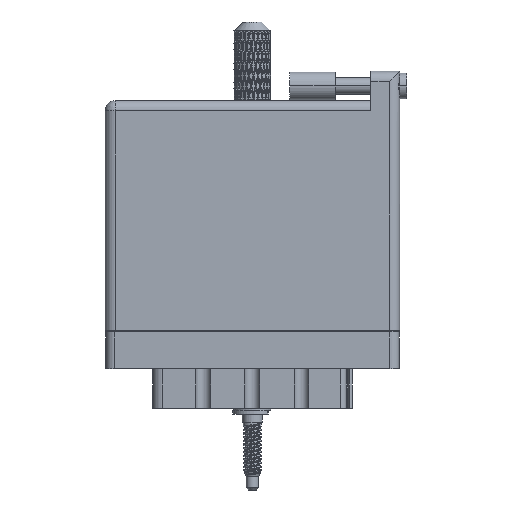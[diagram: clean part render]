
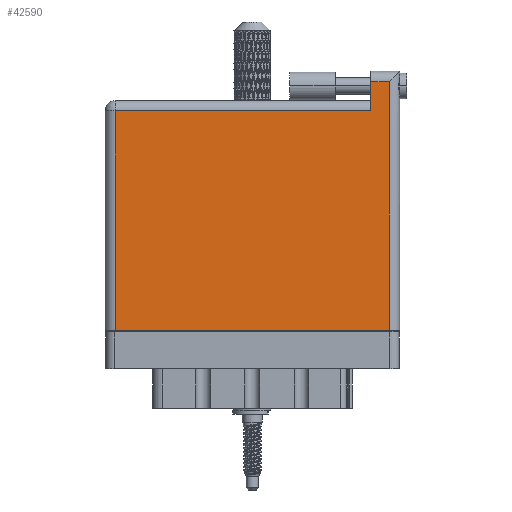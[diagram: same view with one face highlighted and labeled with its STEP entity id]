
A CAD part, front view. The second image highlights one B-rep face of the part: STEP entity #42590.
In plain terms, the highlighted face is planar.
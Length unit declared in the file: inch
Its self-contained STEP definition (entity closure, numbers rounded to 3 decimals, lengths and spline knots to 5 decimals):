
#1678 = DIRECTION ( 'NONE',  ( 0., -1., 0. ) ) ;
#1918 = VERTEX_POINT ( 'NONE', #79519 ) ;
#5755 = CARTESIAN_POINT ( 'NONE',  ( 0., 1.696, 0. ) ) ;
#5876 = VECTOR ( 'NONE', #42287, 39.37008 ) ;
#9375 = LINE ( 'NONE', #54469, #83720 ) ;
#10411 = ORIENTED_EDGE ( 'NONE', *, *, #44608, .T. ) ;
#15860 = EDGE_CURVE ( 'NONE', #1918, #36546, #22391, .T. ) ;
#16056 = CARTESIAN_POINT ( 'NONE',  ( 1.811, 1.496, 0. ) ) ;
#17923 = CARTESIAN_POINT ( 'NONE',  ( 1.811, 1.766, 0. ) ) ;
#18914 = VECTOR ( 'NONE', #96931, 39.37008 ) ;
#21192 = CARTESIAN_POINT ( 'NONE',  ( 1.938, 1.766, 0. ) ) ;
#22391 = LINE ( 'NONE', #24693, #29884 ) ;
#24693 = CARTESIAN_POINT ( 'NONE',  ( 0.07, 0., 0. ) ) ;
#26721 = LINE ( 'NONE', #5755, #35533 ) ;
#27649 = CARTESIAN_POINT ( 'NONE',  ( 0.07, 0., 0. ) ) ;
#29884 = VECTOR ( 'NONE', #1678, 39.37008 ) ;
#35199 = CARTESIAN_POINT ( 'NONE',  ( 1.811, 1.696, 0. ) ) ;
#35533 = VECTOR ( 'NONE', #69301, 39.37008 ) ;
#36546 = VERTEX_POINT ( 'NONE', #27649 ) ;
#39075 = CARTESIAN_POINT ( 'NONE',  ( 0., 1.566, 0. ) ) ;
#39754 = PLANE ( 'NONE',  #100306 ) ;
#41630 = CARTESIAN_POINT ( 'NONE',  ( 0., 1.496, 0. ) ) ;
#42287 = DIRECTION ( 'NONE',  ( 0., -1., 0. ) ) ;
#42590 = ADVANCED_FACE ( 'NONE', ( #44840 ), #39754, .F. ) ;
#42822 = EDGE_CURVE ( 'NONE', #82241, #93187, #100474, .T. ) ;
#43932 = VERTEX_POINT ( 'NONE', #35199 ) ;
#44608 = EDGE_CURVE ( 'NONE', #43932, #68013, #64442, .T. ) ;
#44840 = FACE_OUTER_BOUND ( 'NONE', #86515, .T. ) ;
#45789 = DIRECTION ( 'NONE',  ( 1., 0., 0. ) ) ;
#46271 = LINE ( 'NONE', #41630, #18914 ) ;
#46351 = DIRECTION ( 'NONE',  ( -1., 0., 0. ) ) ;
#54027 = CARTESIAN_POINT ( 'NONE',  ( 1.938, 0., 0. ) ) ;
#54469 = CARTESIAN_POINT ( 'NONE',  ( 0., 0., 0. ) ) ;
#60494 = DIRECTION ( 'NONE',  ( 0., 1., 0. ) ) ;
#60807 = ORIENTED_EDGE ( 'NONE', *, *, #72599, .T. ) ;
#64442 = LINE ( 'NONE', #17923, #5876 ) ;
#68013 = VERTEX_POINT ( 'NONE', #16056 ) ;
#69301 = DIRECTION ( 'NONE',  ( -1., 0., 0. ) ) ;
#71378 = ORIENTED_EDGE ( 'NONE', *, *, #42822, .T. ) ;
#72599 = EDGE_CURVE ( 'NONE', #93187, #43932, #26721, .T. ) ;
#78452 = DIRECTION ( 'NONE',  ( 0., 0., -1. ) ) ;
#79519 = CARTESIAN_POINT ( 'NONE',  ( 0.07, 1.496, 0. ) ) ;
#80888 = ORIENTED_EDGE ( 'NONE', *, *, #92549, .T. ) ;
#82241 = VERTEX_POINT ( 'NONE', #54027 ) ;
#83720 = VECTOR ( 'NONE', #45789, 39.37008 ) ;
#83864 = ORIENTED_EDGE ( 'NONE', *, *, #85534, .T. ) ;
#85534 = EDGE_CURVE ( 'NONE', #68013, #1918, #46271, .T. ) ;
#86515 = EDGE_LOOP ( 'NONE', ( #80888, #71378, #60807, #10411, #83864, #88131 ) ) ;
#88131 = ORIENTED_EDGE ( 'NONE', *, *, #15860, .T. ) ;
#92549 = EDGE_CURVE ( 'NONE', #36546, #82241, #9375, .T. ) ;
#93187 = VERTEX_POINT ( 'NONE', #97353 ) ;
#96931 = DIRECTION ( 'NONE',  ( -1., 0., 0. ) ) ;
#97353 = CARTESIAN_POINT ( 'NONE',  ( 1.938, 1.696, 0. ) ) ;
#97971 = VECTOR ( 'NONE', #60494, 39.37008 ) ;
#100306 = AXIS2_PLACEMENT_3D ( 'NONE', #39075, #78452, #46351 ) ;
#100474 = LINE ( 'NONE', #21192, #97971 ) ;
